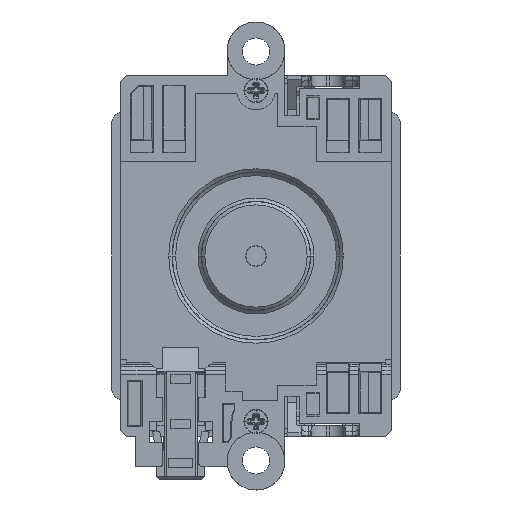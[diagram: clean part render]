
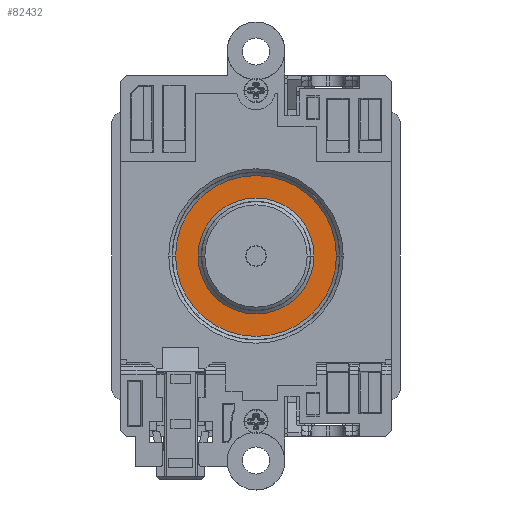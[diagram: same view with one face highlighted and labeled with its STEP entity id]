
A CAD part, front view. The second image highlights one B-rep face of the part: STEP entity #82432.
In plain terms, the highlighted face is planar.
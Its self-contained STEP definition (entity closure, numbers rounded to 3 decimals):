
#73059=CARTESIAN_POINT('',(0.,-3.7,0.));
#73060=DIRECTION('',(0.,-1.,0.));
#73061=DIRECTION('',(-1.,0.,0.));
#73062=AXIS2_PLACEMENT_3D('',#73059,#73060,#73061);
#73064=CARTESIAN_POINT('',(0.,-3.7,0.));
#73065=DIRECTION('',(0.,1.,0.));
#73066=DIRECTION('',(-1.,0.,0.));
#73067=AXIS2_PLACEMENT_3D('',#73064,#73065,#73066);
#73087=CARTESIAN_POINT('',(0.,-3.7,0.));
#73088=DIRECTION('',(0.,1.,0.));
#73089=DIRECTION('',(1.,0.,0.));
#73090=AXIS2_PLACEMENT_3D('',#73087,#73088,#73089);
#73092=CARTESIAN_POINT('',(0.,-3.7,0.));
#73093=DIRECTION('',(0.,-1.,0.));
#73094=DIRECTION('',(1.,0.,0.));
#73095=AXIS2_PLACEMENT_3D('',#73092,#73093,#73094);
#79260=CARTESIAN_POINT('',(9.631,-3.7,0.));
#79261=VERTEX_POINT('',#79260);
#79262=CARTESIAN_POINT('',(-9.631,-3.7,0.));
#79263=VERTEX_POINT('',#79262);
#79606=CARTESIAN_POINT('',(-13.369,-3.7,0.));
#79607=VERTEX_POINT('',#79606);
#79608=CARTESIAN_POINT('',(13.369,-3.7,0.));
#79609=VERTEX_POINT('',#79608);
#82417=CARTESIAN_POINT('',(0.,-3.7,0.));
#82418=DIRECTION('',(0.,1.,0.));
#82419=DIRECTION('',(0.,0.,-1.));
#82420=AXIS2_PLACEMENT_3D('',#82417,#82418,#82419);
#82421=PLANE('',#82420);
#82423=ORIENTED_EDGE('',*,*,#82422,.F.);
#82425=ORIENTED_EDGE('',*,*,#82424,.T.);
#82426=EDGE_LOOP('',(#82423,#82425));
#82427=FACE_OUTER_BOUND('',#82426,.F.);
#82428=ORIENTED_EDGE('',*,*,#82399,.F.);
#82429=ORIENTED_EDGE('',*,*,#82410,.T.);
#82430=EDGE_LOOP('',(#82428,#82429));
#82431=FACE_BOUND('',#82430,.F.);
#82432=ADVANCED_FACE('',(#82427,#82431),#82421,.T.);
#73063=CIRCLE('',#73062,9.631);
#73068=CIRCLE('',#73067,9.631);
#73091=CIRCLE('',#73090,13.369);
#73096=CIRCLE('',#73095,13.369);
#82399=EDGE_CURVE('',#79263,#79261,#73063,.T.);
#82410=EDGE_CURVE('',#79263,#79261,#73068,.T.);
#82422=EDGE_CURVE('',#79609,#79607,#73091,.T.);
#82424=EDGE_CURVE('',#79609,#79607,#73096,.T.);
